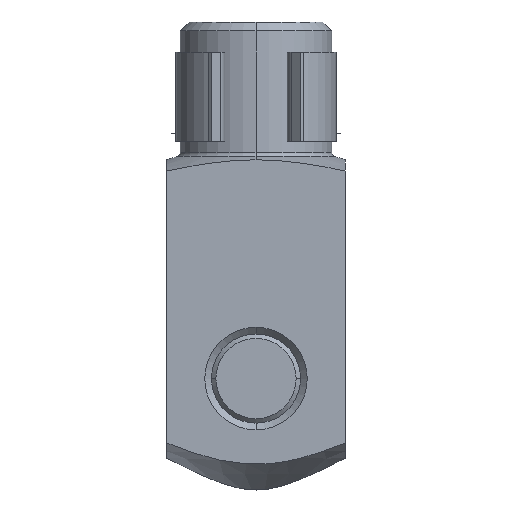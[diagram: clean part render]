
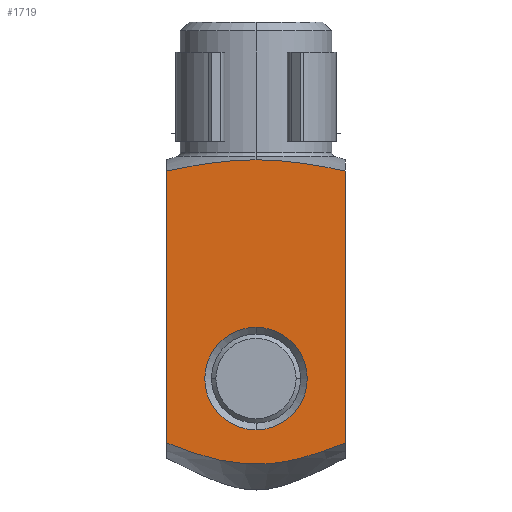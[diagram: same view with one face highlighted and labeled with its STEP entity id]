
A CAD part, left-side view. The second image highlights one B-rep face of the part: STEP entity #1719.
In plain terms, the highlighted planar face has unit normal (-1, 0, 0).
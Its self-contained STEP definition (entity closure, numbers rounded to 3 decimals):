
#14 = VERTEX_POINT ( 'NONE', #434 ) ;
#55 = CARTESIAN_POINT ( 'NONE',  ( -18.205, 32.746, 56.077 ) ) ;
#116 = CARTESIAN_POINT ( 'NONE',  ( -18.205, 31.275, -11.112 ) ) ;
#132 = CARTESIAN_POINT ( 'NONE',  ( -18.205, 20.108, -11.49 ) ) ;
#143 = CARTESIAN_POINT ( 'NONE',  ( -18.205, 36.269, -9.863 ) ) ;
#154 = EDGE_CURVE ( 'NONE', #14, #2340, #580, .T. ) ;
#158 = CARTESIAN_POINT ( 'NONE',  ( -18.205, 4.386, 54.051 ) ) ;
#164 = DIRECTION ( 'NONE',  ( 1., 0., 0. ) ) ;
#165 = VERTEX_POINT ( 'NONE', #2030 ) ;
#189 = CARTESIAN_POINT ( 'NONE',  ( -18.205, 44.386, 54.051 ) ) ;
#300 = ORIENTED_EDGE ( 'NONE', *, *, #3417, .T. ) ;
#389 = CARTESIAN_POINT ( 'NONE',  ( -18.205, 35.442, -10.101 ) ) ;
#398 = B_SPLINE_CURVE_WITH_KNOTS ( 'NONE', 3,
 ( #2543, #3397, #1185, #3384, #2266, #143, #389, #3373, #116, #930, #960, #1206, #1752, #1494, #2811, #3079, #132, #2016, #1198, #427, #1774, #2564, #2008, #1986, #2279, #3092 ),
 .UNSPECIFIED., .F., .F.,
 ( 4, 2, 2, 2, 2, 2, 2, 2, 2, 2, 2, 2, 4 ),
 ( 0.053, 0.058, 0.06, 0.063, 0.068, 0.073, 0.075, 0.076, 0.078, 0.084, 0.086, 0.089, 0.094 ),
 .UNSPECIFIED. ) ;
#401 = CARTESIAN_POINT ( 'NONE',  ( -18.205, 27.726, 56.508 ) ) ;
#427 = CARTESIAN_POINT ( 'NONE',  ( -18.205, 13.362, -10.111 ) ) ;
#434 = CARTESIAN_POINT ( 'NONE',  ( -18.205, 24.386, 18.985 ) ) ;
#449 = DIRECTION ( 'NONE',  ( 0., 0., 1. ) ) ;
#479 = ORIENTED_EDGE ( 'NONE', *, *, #2780, .T. ) ;
#493 = DIRECTION ( 'NONE',  ( 1., 0., 0. ) ) ;
#557 = VECTOR ( 'NONE', #2320, 1000. ) ;
#580 = CIRCLE ( 'NONE', #2672, 11.5 ) ;
#825 = CARTESIAN_POINT ( 'NONE',  ( -18.205, 22.712, 56.572 ) ) ;
#879 = FACE_OUTER_BOUND ( 'NONE', #1102, .T. ) ;
#889 = EDGE_CURVE ( 'NONE', #923, #937, #2932, .T. ) ;
#893 = CARTESIAN_POINT ( 'NONE',  ( -18.205, 35.26, 55.734 ) ) ;
#923 = VERTEX_POINT ( 'NONE', #1007 ) ;
#930 = CARTESIAN_POINT ( 'NONE',  ( -18.205, 27.886, -11.604 ) ) ;
#937 = VERTEX_POINT ( 'NONE', #189 ) ;
#948 = VECTOR ( 'NONE', #449, 1000. ) ;
#954 = CARTESIAN_POINT ( 'NONE',  ( -18.205, 24.386, -4.015 ) ) ;
#958 = DIRECTION ( 'NONE',  ( -1., 0., 0. ) ) ;
#960 = CARTESIAN_POINT ( 'NONE',  ( -18.205, 26.173, -11.739 ) ) ;
#1007 = CARTESIAN_POINT ( 'NONE',  ( -18.205, 44.386, -6.958 ) ) ;
#1012 = CARTESIAN_POINT ( 'NONE',  ( -18.205, 24.386, 7.485 ) ) ;
#1016 = AXIS2_PLACEMENT_3D ( 'NONE', #1012, #493, #3454 ) ;
#1017 = ORIENTED_EDGE ( 'NONE', *, *, #154, .T. ) ;
#1083 = CARTESIAN_POINT ( 'NONE',  ( -18.205, 7.698, 54.742 ) ) ;
#1102 = EDGE_LOOP ( 'NONE', ( #3073, #479, #300, #1786, #2670 ) ) ;
#1164 = CARTESIAN_POINT ( 'NONE',  ( -18.205, 24.386, 56.572 ) ) ;
#1185 = CARTESIAN_POINT ( 'NONE',  ( -18.205, 41.187, -8.226 ) ) ;
#1196 = CARTESIAN_POINT ( 'NONE',  ( -18.205, 44.386, -42.515 ) ) ;
#1198 = CARTESIAN_POINT ( 'NONE',  ( -18.205, 15.866, -10.767 ) ) ;
#1206 = CARTESIAN_POINT ( 'NONE',  ( -18.205, 24.002, -11.742 ) ) ;
#1295 = CARTESIAN_POINT ( 'NONE',  ( -18.205, 44.386, -42.515 ) ) ;
#1359 = EDGE_LOOP ( 'NONE', ( #1017, #2884 ) ) ;
#1393 = CARTESIAN_POINT ( 'NONE',  ( -18.205, 38.598, 55.194 ) ) ;
#1494 = CARTESIAN_POINT ( 'NONE',  ( -18.205, 22.695, -11.703 ) ) ;
#1660 = CARTESIAN_POINT ( 'NONE',  ( -18.205, 36.098, 55.609 ) ) ;
#1719 = ADVANCED_FACE ( 'NONE', ( #3498, #879 ), #3098, .T. ) ;
#1752 = CARTESIAN_POINT ( 'NONE',  ( -18.205, 23.565, -11.734 ) ) ;
#1774 = CARTESIAN_POINT ( 'NONE',  ( -18.205, 12.531, -9.871 ) ) ;
#1786 = ORIENTED_EDGE ( 'NONE', *, *, #2061, .F. ) ;
#1850 = CIRCLE ( 'NONE', #1016, 11.5 ) ;
#1881 = CARTESIAN_POINT ( 'NONE',  ( -18.205, 4.386, 54.051 ) ) ;
#1950 = CARTESIAN_POINT ( 'NONE',  ( -18.205, 41.088, 54.739 ) ) ;
#1986 = CARTESIAN_POINT ( 'NONE',  ( -18.205, 7.598, -8.232 ) ) ;
#2008 = CARTESIAN_POINT ( 'NONE',  ( -18.205, 10.052, -9.087 ) ) ;
#2016 = CARTESIAN_POINT ( 'NONE',  ( -18.205, 17.55, -11.123 ) ) ;
#2030 = CARTESIAN_POINT ( 'NONE',  ( -18.205, 24.386, 56.572 ) ) ;
#2061 = EDGE_CURVE ( 'NONE', #165, #3463, #2262, .T. ) ;
#2165 = CARTESIAN_POINT ( 'NONE',  ( -18.205, 42.74, 54.405 ) ) ;
#2173 = CARTESIAN_POINT ( 'NONE',  ( -18.205, 31.072, 56.26 ) ) ;
#2200 = LINE ( 'NONE', #3400, #557 ) ;
#2248 = DIRECTION ( 'NONE',  ( 0., 0., 1. ) ) ;
#2250 = CARTESIAN_POINT ( 'NONE',  ( -18.205, 26.055, 56.572 ) ) ;
#2262 = B_SPLINE_CURVE_WITH_KNOTS ( 'NONE', 3,
 ( #2955, #825, #3224, #2665, #2720, #2709, #3215, #1083, #2979, #1881 ),
 .UNSPECIFIED., .F., .F.,
 ( 4, 2, 2, 2, 4 ),
 ( 0.086, 0.091, 0.096, 0.102, 0.107 ),
 .UNSPECIFIED. ) ;
#2266 = CARTESIAN_POINT ( 'NONE',  ( -18.205, 37.917, -9.353 ) ) ;
#2279 = CARTESIAN_POINT ( 'NONE',  ( -18.205, 5.985, -7.611 ) ) ;
#2283 = CARTESIAN_POINT ( 'NONE',  ( -18.205, 24.386, 7.485 ) ) ;
#2320 = DIRECTION ( 'NONE',  ( 0., 0., 1. ) ) ;
#2340 = VERTEX_POINT ( 'NONE', #954 ) ;
#2493 = B_SPLINE_CURVE_WITH_KNOTS ( 'NONE', 3,
 ( #3033, #2165, #1950, #1393, #3283, #1660, #893, #55, #2173, #401, #2250, #1164 ),
 .UNSPECIFIED., .F., .F.,
 ( 4, 2, 2, 2, 2, 4 ),
 ( 0.066, 0.071, 0.074, 0.076, 0.081, 0.086 ),
 .UNSPECIFIED. ) ;
#2543 = CARTESIAN_POINT ( 'NONE',  ( -18.205, 44.386, -6.958 ) ) ;
#2564 = CARTESIAN_POINT ( 'NONE',  ( -18.205, 10.876, -9.36 ) ) ;
#2665 = CARTESIAN_POINT ( 'NONE',  ( -18.205, 17.699, 56.26 ) ) ;
#2670 = ORIENTED_EDGE ( 'NONE', *, *, #3056, .F. ) ;
#2672 = AXIS2_PLACEMENT_3D ( 'NONE', #2283, #164, #3389 ) ;
#2709 = CARTESIAN_POINT ( 'NONE',  ( -18.205, 12.695, 55.623 ) ) ;
#2720 = CARTESIAN_POINT ( 'NONE',  ( -18.205, 16.03, 56.078 ) ) ;
#2780 = EDGE_CURVE ( 'NONE', #923, #2914, #398, .T. ) ;
#2811 = CARTESIAN_POINT ( 'NONE',  ( -18.205, 22.262, -11.679 ) ) ;
#2883 = CARTESIAN_POINT ( 'NONE',  ( -18.205, 4.386, -6.958 ) ) ;
#2884 = ORIENTED_EDGE ( 'NONE', *, *, #2934, .T. ) ;
#2914 = VERTEX_POINT ( 'NONE', #2883 ) ;
#2932 = LINE ( 'NONE', #1295, #948 ) ;
#2934 = EDGE_CURVE ( 'NONE', #2340, #14, #1850, .T. ) ;
#2955 = CARTESIAN_POINT ( 'NONE',  ( -18.205, 24.386, 56.572 ) ) ;
#2979 = CARTESIAN_POINT ( 'NONE',  ( -18.205, 6.039, 54.407 ) ) ;
#3033 = CARTESIAN_POINT ( 'NONE',  ( -18.205, 44.386, 54.051 ) ) ;
#3056 = EDGE_CURVE ( 'NONE', #937, #165, #2493, .T. ) ;
#3073 = ORIENTED_EDGE ( 'NONE', *, *, #889, .F. ) ;
#3079 = CARTESIAN_POINT ( 'NONE',  ( -18.205, 20.966, -11.584 ) ) ;
#3092 = CARTESIAN_POINT ( 'NONE',  ( -18.205, 4.386, -6.958 ) ) ;
#3098 = PLANE ( 'NONE',  #3335 ) ;
#3215 = CARTESIAN_POINT ( 'NONE',  ( -18.205, 11.029, 55.351 ) ) ;
#3224 = CARTESIAN_POINT ( 'NONE',  ( -18.205, 21.04, 56.507 ) ) ;
#3283 = CARTESIAN_POINT ( 'NONE',  ( -18.205, 37.766, 55.339 ) ) ;
#3335 = AXIS2_PLACEMENT_3D ( 'NONE', #1196, #958, #2248 ) ;
#3373 = CARTESIAN_POINT ( 'NONE',  ( -18.205, 32.95, -10.756 ) ) ;
#3384 = CARTESIAN_POINT ( 'NONE',  ( -18.205, 38.74, -9.08 ) ) ;
#3389 = DIRECTION ( 'NONE',  ( 0., 0., 1. ) ) ;
#3397 = CARTESIAN_POINT ( 'NONE',  ( -18.205, 42.794, -7.608 ) ) ;
#3400 = CARTESIAN_POINT ( 'NONE',  ( -18.205, 4.386, -42.515 ) ) ;
#3417 = EDGE_CURVE ( 'NONE', #2914, #3463, #2200, .T. ) ;
#3454 = DIRECTION ( 'NONE',  ( 0., 0., 1. ) ) ;
#3463 = VERTEX_POINT ( 'NONE', #158 ) ;
#3498 = FACE_BOUND ( 'NONE', #1359, .T. ) ;
